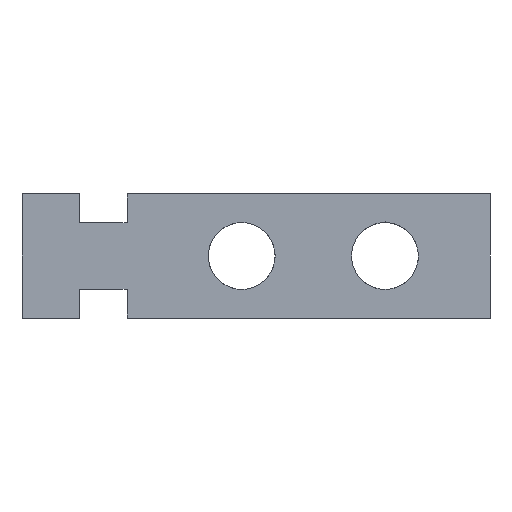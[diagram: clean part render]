
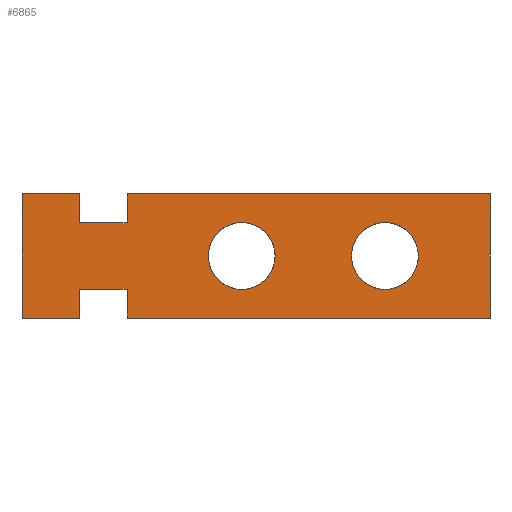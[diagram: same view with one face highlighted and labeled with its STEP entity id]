
A CAD part, front view. The second image highlights one B-rep face of the part: STEP entity #6865.
In plain terms, the highlighted planar face has unit normal (0, -1, 0).
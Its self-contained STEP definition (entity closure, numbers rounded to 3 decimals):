
#251 = VECTOR ( 'NONE', #2745, 1000. ) ;
#298 = VERTEX_POINT ( 'NONE', #1273 ) ;
#381 = VECTOR ( 'NONE', #11056, 1000. ) ;
#422 = CARTESIAN_POINT ( 'NONE',  ( -12., -1., -6.5 ) ) ;
#424 = DIRECTION ( 'NONE',  ( 1., 0., 0. ) ) ;
#598 = LINE ( 'NONE', #922, #251 ) ;
#606 = DIRECTION ( 'NONE',  ( 0., 0., 1. ) ) ;
#783 = ORIENTED_EDGE ( 'NONE', *, *, #7193, .T. ) ;
#922 = CARTESIAN_POINT ( 'NONE',  ( 0., -1., 6.5 ) ) ;
#930 = DIRECTION ( 'NONE',  ( 0., 1., 0. ) ) ;
#949 = EDGE_CURVE ( 'NONE', #4735, #4138, #3141, .T. ) ;
#1013 = VERTEX_POINT ( 'NONE', #11339 ) ;
#1143 = LINE ( 'NONE', #9259, #11812 ) ;
#1273 = CARTESIAN_POINT ( 'NONE',  ( -23., -1., -6.5 ) ) ;
#1419 = FACE_OUTER_BOUND ( 'NONE', #9710, .T. ) ;
#1456 = CIRCLE ( 'NONE', #3352, 3.5 ) ;
#1489 = EDGE_CURVE ( 'NONE', #298, #9743, #8694, .T. ) ;
#1527 = CARTESIAN_POINT ( 'NONE',  ( -12., -1., -3.5 ) ) ;
#1553 = CARTESIAN_POINT ( 'NONE',  ( -12., -1., -3.5 ) ) ;
#1602 = VECTOR ( 'NONE', #9836, 1000. ) ;
#1638 = DIRECTION ( 'NONE',  ( 0., 0., -1. ) ) ;
#1665 = EDGE_CURVE ( 'NONE', #6306, #9412, #12578, .T. ) ;
#1681 = CARTESIAN_POINT ( 'NONE',  ( -12., -1., -6.5 ) ) ;
#1711 = FACE_BOUND ( 'NONE', #9381, .T. ) ;
#1784 = AXIS2_PLACEMENT_3D ( 'NONE', #12353, #930, #4063 ) ;
#1844 = ORIENTED_EDGE ( 'NONE', *, *, #4372, .T. ) ;
#1961 = VECTOR ( 'NONE', #1638, 1000. ) ;
#2092 = DIRECTION ( 'NONE',  ( 0., 0., 1. ) ) ;
#2098 = AXIS2_PLACEMENT_3D ( 'NONE', #10351, #10339, #10326 ) ;
#2131 = CIRCLE ( 'NONE', #2098, 3.5 ) ;
#2217 = CARTESIAN_POINT ( 'NONE',  ( -17., -1., -6.5 ) ) ;
#2269 = DIRECTION ( 'NONE',  ( 1., 0., 0. ) ) ;
#2543 = ORIENTED_EDGE ( 'NONE', *, *, #8930, .T. ) ;
#2650 = CARTESIAN_POINT ( 'NONE',  ( -17., -1., -6.5 ) ) ;
#2730 = ORIENTED_EDGE ( 'NONE', *, *, #8732, .T. ) ;
#2745 = DIRECTION ( 'NONE',  ( -1., 0., 0. ) ) ;
#2791 = VERTEX_POINT ( 'NONE', #5737 ) ;
#2809 = VECTOR ( 'NONE', #11125, 1000. ) ;
#2877 = CARTESIAN_POINT ( 'NONE',  ( 0., -1., -3.5 ) ) ;
#3013 = EDGE_CURVE ( 'NONE', #4138, #6927, #8329, .T. ) ;
#3141 = LINE ( 'NONE', #11007, #381 ) ;
#3352 = AXIS2_PLACEMENT_3D ( 'NONE', #3721, #3681, #3642 ) ;
#3373 = EDGE_CURVE ( 'NONE', #5045, #2791, #11110, .T. ) ;
#3602 = EDGE_LOOP ( 'NONE', ( #5662, #2543 ) ) ;
#3642 = DIRECTION ( 'NONE',  ( 0., 0., -1. ) ) ;
#3654 = CARTESIAN_POINT ( 'NONE',  ( 26., -1., -6.5 ) ) ;
#3673 = CARTESIAN_POINT ( 'NONE',  ( 26., -1., -6.5 ) ) ;
#3679 = EDGE_CURVE ( 'NONE', #9458, #1013, #12544, .T. ) ;
#3681 = DIRECTION ( 'NONE',  ( 0., 1., 0. ) ) ;
#3721 = CARTESIAN_POINT ( 'NONE',  ( 15., -1., 0. ) ) ;
#3723 = DIRECTION ( 'NONE',  ( 0., 0., 1. ) ) ;
#3857 = EDGE_CURVE ( 'NONE', #9743, #8931, #10816, .T. ) ;
#3900 = ORIENTED_EDGE ( 'NONE', *, *, #949, .T. ) ;
#3933 = AXIS2_PLACEMENT_3D ( 'NONE', #7119, #7102, #7073 ) ;
#3940 = AXIS2_PLACEMENT_3D ( 'NONE', #8585, #8710, #8738 ) ;
#4063 = DIRECTION ( 'NONE',  ( 0., 0., -1. ) ) ;
#4138 = VERTEX_POINT ( 'NONE', #3673 ) ;
#4301 = ORIENTED_EDGE ( 'NONE', *, *, #3679, .T. ) ;
#4367 = ORIENTED_EDGE ( 'NONE', *, *, #3857, .T. ) ;
#4372 = EDGE_CURVE ( 'NONE', #7022, #4735, #1143, .T. ) ;
#4735 = VERTEX_POINT ( 'NONE', #422 ) ;
#4747 = CARTESIAN_POINT ( 'NONE',  ( 15., -1., -3.5 ) ) ;
#4754 = EDGE_CURVE ( 'NONE', #5679, #11623, #1456, .T. ) ;
#4978 = EDGE_CURVE ( 'NONE', #1013, #5045, #9089, .T. ) ;
#5045 = VERTEX_POINT ( 'NONE', #6680 ) ;
#5087 = CARTESIAN_POINT ( 'NONE',  ( -12., -1., 6.5 ) ) ;
#5139 = CARTESIAN_POINT ( 'NONE',  ( 0., -1., 3.5 ) ) ;
#5312 = ORIENTED_EDGE ( 'NONE', *, *, #9181, .T. ) ;
#5524 = LINE ( 'NONE', #11292, #2809 ) ;
#5662 = ORIENTED_EDGE ( 'NONE', *, *, #1665, .T. ) ;
#5679 = VERTEX_POINT ( 'NONE', #4747 ) ;
#5692 = EDGE_CURVE ( 'NONE', #298, #7540, #12506, .T. ) ;
#5737 = CARTESIAN_POINT ( 'NONE',  ( -17., -1., 6.5 ) ) ;
#5853 = CARTESIAN_POINT ( 'NONE',  ( -12., -1., -6.5 ) ) ;
#6034 = ORIENTED_EDGE ( 'NONE', *, *, #3013, .T. ) ;
#6246 = ORIENTED_EDGE ( 'NONE', *, *, #5692, .F. ) ;
#6306 = VERTEX_POINT ( 'NONE', #2877 ) ;
#6680 = CARTESIAN_POINT ( 'NONE',  ( -17., -1., 3.5 ) ) ;
#6865 = ADVANCED_FACE ( 'NONE', ( #1419, #1711, #6977 ), #8695, .T. ) ;
#6927 = VERTEX_POINT ( 'NONE', #13198 ) ;
#6977 = FACE_BOUND ( 'NONE', #3602, .T. ) ;
#7022 = VERTEX_POINT ( 'NONE', #1527 ) ;
#7073 = DIRECTION ( 'NONE',  ( 0., 0., -1. ) ) ;
#7102 = DIRECTION ( 'NONE',  ( 0., 1., 0. ) ) ;
#7119 = CARTESIAN_POINT ( 'NONE',  ( 0., -1., 0. ) ) ;
#7157 = ORIENTED_EDGE ( 'NONE', *, *, #4754, .T. ) ;
#7163 = CARTESIAN_POINT ( 'NONE',  ( -17., -1., -3.5 ) ) ;
#7193 = EDGE_CURVE ( 'NONE', #2791, #7540, #598, .T. ) ;
#7491 = CARTESIAN_POINT ( 'NONE',  ( -17., -1., -6.5 ) ) ;
#7540 = VERTEX_POINT ( 'NONE', #8812 ) ;
#7621 = LINE ( 'NONE', #1553, #12575 ) ;
#7654 = ORIENTED_EDGE ( 'NONE', *, *, #3373, .T. ) ;
#8108 = VECTOR ( 'NONE', #2092, 1000. ) ;
#8185 = CARTESIAN_POINT ( 'NONE',  ( -12., -1., 3.5 ) ) ;
#8329 = LINE ( 'NONE', #3654, #12844 ) ;
#8498 = VECTOR ( 'NONE', #606, 1000. ) ;
#8585 = CARTESIAN_POINT ( 'NONE',  ( -12., -1., -6.5 ) ) ;
#8694 = LINE ( 'NONE', #5853, #11001 ) ;
#8695 = PLANE ( 'NONE',  #3940 ) ;
#8710 = DIRECTION ( 'NONE',  ( 0., -1., 0. ) ) ;
#8732 = EDGE_CURVE ( 'NONE', #6927, #9458, #5524, .T. ) ;
#8738 = DIRECTION ( 'NONE',  ( 0., 0., -1. ) ) ;
#8774 = VECTOR ( 'NONE', #10070, 1000. ) ;
#8812 = CARTESIAN_POINT ( 'NONE',  ( -23., -1., 6.5 ) ) ;
#8930 = EDGE_CURVE ( 'NONE', #9412, #6306, #9944, .T. ) ;
#8931 = VERTEX_POINT ( 'NONE', #7163 ) ;
#8961 = DIRECTION ( 'NONE',  ( 0., 0., -1. ) ) ;
#9089 = LINE ( 'NONE', #8185, #8774 ) ;
#9181 = EDGE_CURVE ( 'NONE', #8931, #7022, #7621, .T. ) ;
#9259 = CARTESIAN_POINT ( 'NONE',  ( -12., -1., -6.5 ) ) ;
#9381 = EDGE_LOOP ( 'NONE', ( #7157, #10759 ) ) ;
#9412 = VERTEX_POINT ( 'NONE', #5139 ) ;
#9458 = VERTEX_POINT ( 'NONE', #5087 ) ;
#9710 = EDGE_LOOP ( 'NONE', ( #3900, #6034, #2730, #4301, #12528, #7654, #783, #6246, #9987, #4367, #5312, #1844 ) ) ;
#9743 = VERTEX_POINT ( 'NONE', #2650 ) ;
#9836 = DIRECTION ( 'NONE',  ( 0., 0., 1. ) ) ;
#9880 = CARTESIAN_POINT ( 'NONE',  ( -23., -1., 6.5 ) ) ;
#9944 = CIRCLE ( 'NONE', #3933, 3.5 ) ;
#9987 = ORIENTED_EDGE ( 'NONE', *, *, #1489, .T. ) ;
#10070 = DIRECTION ( 'NONE',  ( -1., 0., 0. ) ) ;
#10326 = DIRECTION ( 'NONE',  ( 0., 0., -1. ) ) ;
#10339 = DIRECTION ( 'NONE',  ( 0., 1., 0. ) ) ;
#10351 = CARTESIAN_POINT ( 'NONE',  ( 15., -1., 0. ) ) ;
#10759 = ORIENTED_EDGE ( 'NONE', *, *, #11788, .T. ) ;
#10816 = LINE ( 'NONE', #2217, #8108 ) ;
#11001 = VECTOR ( 'NONE', #424, 1000. ) ;
#11007 = CARTESIAN_POINT ( 'NONE',  ( -12., -1., -6.5 ) ) ;
#11056 = DIRECTION ( 'NONE',  ( 1., 0., 0. ) ) ;
#11110 = LINE ( 'NONE', #7491, #8498 ) ;
#11125 = DIRECTION ( 'NONE',  ( -1., 0., 0. ) ) ;
#11218 = CARTESIAN_POINT ( 'NONE',  ( 15., -1., 3.5 ) ) ;
#11292 = CARTESIAN_POINT ( 'NONE',  ( -12., -1., 6.5 ) ) ;
#11339 = CARTESIAN_POINT ( 'NONE',  ( -12., -1., 3.5 ) ) ;
#11623 = VERTEX_POINT ( 'NONE', #11218 ) ;
#11788 = EDGE_CURVE ( 'NONE', #11623, #5679, #2131, .T. ) ;
#11812 = VECTOR ( 'NONE', #8961, 1000. ) ;
#12353 = CARTESIAN_POINT ( 'NONE',  ( 0., -1., 0. ) ) ;
#12506 = LINE ( 'NONE', #9880, #1602 ) ;
#12528 = ORIENTED_EDGE ( 'NONE', *, *, #4978, .T. ) ;
#12544 = LINE ( 'NONE', #1681, #1961 ) ;
#12575 = VECTOR ( 'NONE', #2269, 1000. ) ;
#12578 = CIRCLE ( 'NONE', #1784, 3.5 ) ;
#12844 = VECTOR ( 'NONE', #3723, 1000. ) ;
#13198 = CARTESIAN_POINT ( 'NONE',  ( 26., -1., 6.5 ) ) ;
